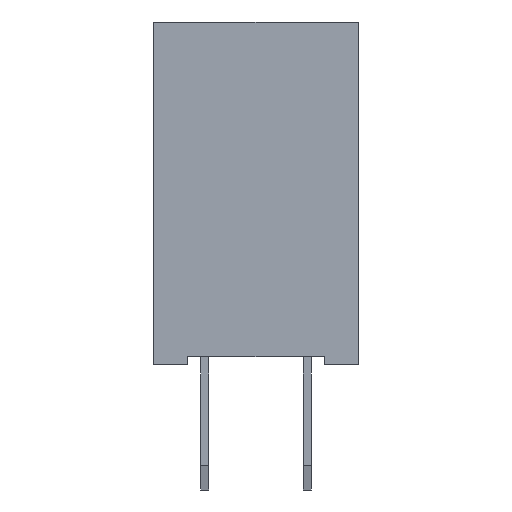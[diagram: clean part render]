
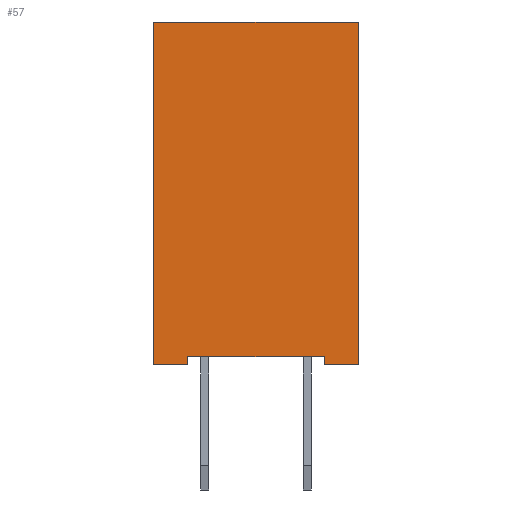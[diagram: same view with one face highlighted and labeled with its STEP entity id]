
A CAD part, front view. The second image highlights one B-rep face of the part: STEP entity #57.
In plain terms, the highlighted planar face has unit normal (0, -1, 0).
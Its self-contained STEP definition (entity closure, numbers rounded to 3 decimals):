
#21 = EDGE_CURVE('',#22,#24,#26,.T.);
#22 = VERTEX_POINT('',#23);
#23 = CARTESIAN_POINT('',(1.27,-87.63,0.));
#24 = VERTEX_POINT('',#25);
#25 = CARTESIAN_POINT('',(1.27,-87.63,8.5));
#26 = LINE('',#27,#28);
#27 = CARTESIAN_POINT('',(1.27,-87.63,0.));
#28 = VECTOR('',#29,1.);
#29 = DIRECTION('',(0.,0.,1.));
#57 = ADVANCED_FACE('',(#58),#115,.F.);
#58 = FACE_BOUND('',#59,.F.);
#59 = EDGE_LOOP('',(#60,#70,#78,#84,#85,#93,#101,#109));
#60 = ORIENTED_EDGE('',*,*,#61,.F.);
#61 = EDGE_CURVE('',#62,#64,#66,.T.);
#62 = VERTEX_POINT('',#63);
#63 = CARTESIAN_POINT('',(-3.81,-87.63,0.));
#64 = VERTEX_POINT('',#65);
#65 = CARTESIAN_POINT('',(-2.963,-87.63,0.));
#66 = LINE('',#67,#68);
#67 = CARTESIAN_POINT('',(-3.81,-87.63,0.));
#68 = VECTOR('',#69,1.);
#69 = DIRECTION('',(1.,0.,0.));
#70 = ORIENTED_EDGE('',*,*,#71,.T.);
#71 = EDGE_CURVE('',#62,#72,#74,.T.);
#72 = VERTEX_POINT('',#73);
#73 = CARTESIAN_POINT('',(-3.81,-87.63,8.5));
#74 = LINE('',#75,#76);
#75 = CARTESIAN_POINT('',(-3.81,-87.63,0.));
#76 = VECTOR('',#77,1.);
#77 = DIRECTION('',(0.,0.,1.));
#78 = ORIENTED_EDGE('',*,*,#79,.T.);
#79 = EDGE_CURVE('',#72,#24,#80,.T.);
#80 = LINE('',#81,#82);
#81 = CARTESIAN_POINT('',(-3.81,-87.63,8.5));
#82 = VECTOR('',#83,1.);
#83 = DIRECTION('',(1.,0.,0.));
#84 = ORIENTED_EDGE('',*,*,#21,.F.);
#85 = ORIENTED_EDGE('',*,*,#86,.F.);
#86 = EDGE_CURVE('',#87,#22,#89,.T.);
#87 = VERTEX_POINT('',#88);
#88 = CARTESIAN_POINT('',(0.423,-87.63,0.));
#89 = LINE('',#90,#91);
#90 = CARTESIAN_POINT('',(-3.81,-87.63,0.));
#91 = VECTOR('',#92,1.);
#92 = DIRECTION('',(1.,0.,0.));
#93 = ORIENTED_EDGE('',*,*,#94,.T.);
#94 = EDGE_CURVE('',#87,#95,#97,.T.);
#95 = VERTEX_POINT('',#96);
#96 = CARTESIAN_POINT('',(0.423,-87.63,0.2));
#97 = LINE('',#98,#99);
#98 = CARTESIAN_POINT('',(0.423,-87.63,0.));
#99 = VECTOR('',#100,1.);
#100 = DIRECTION('',(0.,0.,1.));
#101 = ORIENTED_EDGE('',*,*,#102,.F.);
#102 = EDGE_CURVE('',#103,#95,#105,.T.);
#103 = VERTEX_POINT('',#104);
#104 = CARTESIAN_POINT('',(-2.963,-87.63,0.2));
#105 = LINE('',#106,#107);
#106 = CARTESIAN_POINT('',(-2.963,-87.63,0.2));
#107 = VECTOR('',#108,1.);
#108 = DIRECTION('',(1.,0.,0.));
#109 = ORIENTED_EDGE('',*,*,#110,.F.);
#110 = EDGE_CURVE('',#64,#103,#111,.T.);
#111 = LINE('',#112,#113);
#112 = CARTESIAN_POINT('',(-2.963,-87.63,0.));
#113 = VECTOR('',#114,1.);
#114 = DIRECTION('',(0.,0.,1.));
#115 = PLANE('',#116);
#116 = AXIS2_PLACEMENT_3D('',#117,#118,#119);
#117 = CARTESIAN_POINT('',(-3.81,-87.63,0.));
#118 = DIRECTION('',(0.,1.,0.));
#119 = DIRECTION('',(1.,0.,0.));
